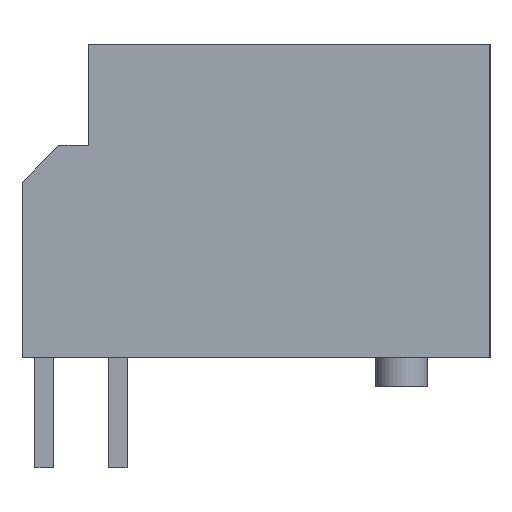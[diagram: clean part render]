
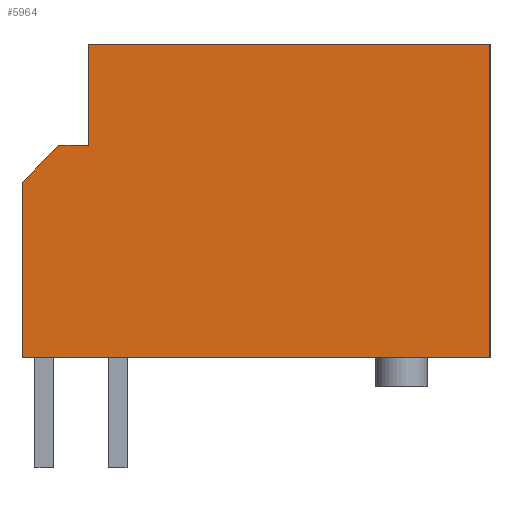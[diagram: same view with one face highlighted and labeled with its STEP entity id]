
A CAD part, left-side view. The second image highlights one B-rep face of the part: STEP entity #5964.
In plain terms, the highlighted planar face has unit normal (-1, 0, 0).
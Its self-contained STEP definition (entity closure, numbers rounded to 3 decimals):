
#255 = PLANE('',#256);
#256 = AXIS2_PLACEMENT_3D('',#257,#258,#259);
#257 = CARTESIAN_POINT('',(-2.,-12.1,0.));
#258 = DIRECTION('',(0.,0.,1.));
#259 = DIRECTION('',(0.,1.,0.));
#460 = VERTEX_POINT('',#461);
#461 = CARTESIAN_POINT('',(-2.,-12.1,0.));
#475 = PLANE('',#476);
#476 = AXIS2_PLACEMENT_3D('',#477,#478,#479);
#477 = CARTESIAN_POINT('',(-2.,-12.1,8.5));
#478 = DIRECTION('',(0.,1.,0.));
#479 = DIRECTION('',(0.,0.,-1.));
#487 = EDGE_CURVE('',#488,#460,#490,.T.);
#488 = VERTEX_POINT('',#489);
#489 = CARTESIAN_POINT('',(-2.,0.6,0.));
#490 = SURFACE_CURVE('',#491,(#495,#502),.PCURVE_S1.);
#491 = LINE('',#492,#493);
#492 = CARTESIAN_POINT('',(-2.,-12.1,0.));
#493 = VECTOR('',#494,1.);
#494 = DIRECTION('',(0.,-1.,0.));
#495 = PCURVE('',#255,#496);
#496 = DEFINITIONAL_REPRESENTATION('',(#497),#501);
#497 = LINE('',#498,#499);
#498 = CARTESIAN_POINT('',(0.,0.));
#499 = VECTOR('',#500,1.);
#500 = DIRECTION('',(-1.,0.));
#501 = ( GEOMETRIC_REPRESENTATION_CONTEXT(2) 
PARAMETRIC_REPRESENTATION_CONTEXT() REPRESENTATION_CONTEXT('2D SPACE',''
  ) );
#502 = PCURVE('',#503,#508);
#503 = PLANE('',#504);
#504 = AXIS2_PLACEMENT_3D('',#505,#506,#507);
#505 = CARTESIAN_POINT('',(-2.,0.6,8.5));
#506 = DIRECTION('',(-1.,0.,0.));
#507 = DIRECTION('',(0.,0.,-1.));
#508 = DEFINITIONAL_REPRESENTATION('',(#509),#513);
#509 = LINE('',#510,#511);
#510 = CARTESIAN_POINT('',(8.5,12.7));
#511 = VECTOR('',#512,1.);
#512 = DIRECTION('',(0.,1.));
#513 = ( GEOMETRIC_REPRESENTATION_CONTEXT(2) 
PARAMETRIC_REPRESENTATION_CONTEXT() REPRESENTATION_CONTEXT('2D SPACE',''
  ) );
#531 = PLANE('',#532);
#532 = AXIS2_PLACEMENT_3D('',#533,#534,#535);
#533 = CARTESIAN_POINT('',(-2.,0.6,4.75));
#534 = DIRECTION('',(0.,-1.,0.));
#535 = DIRECTION('',(0.,0.,1.));
#5186 = VERTEX_POINT('',#5187);
#5187 = CARTESIAN_POINT('',(-2.,-12.1,8.5));
#5201 = PLANE('',#5202);
#5202 = AXIS2_PLACEMENT_3D('',#5203,#5204,#5205);
#5203 = CARTESIAN_POINT('',(-2.,-12.1,8.5));
#5204 = DIRECTION('',(0.,0.,-1.));
#5205 = DIRECTION('',(0.,-1.,0.));
#5213 = EDGE_CURVE('',#460,#5186,#5214,.T.);
#5214 = SURFACE_CURVE('',#5215,(#5219,#5226),.PCURVE_S1.);
#5215 = LINE('',#5216,#5217);
#5216 = CARTESIAN_POINT('',(-2.,-12.1,8.5));
#5217 = VECTOR('',#5218,1.);
#5218 = DIRECTION('',(0.,0.,1.));
#5219 = PCURVE('',#475,#5220);
#5220 = DEFINITIONAL_REPRESENTATION('',(#5221),#5225);
#5221 = LINE('',#5222,#5223);
#5222 = CARTESIAN_POINT('',(0.,0.));
#5223 = VECTOR('',#5224,1.);
#5224 = DIRECTION('',(-1.,0.));
#5225 = ( GEOMETRIC_REPRESENTATION_CONTEXT(2) 
PARAMETRIC_REPRESENTATION_CONTEXT() REPRESENTATION_CONTEXT('2D SPACE',''
  ) );
#5226 = PCURVE('',#503,#5227);
#5227 = DEFINITIONAL_REPRESENTATION('',(#5228),#5232);
#5228 = LINE('',#5229,#5230);
#5229 = CARTESIAN_POINT('',(0.,12.7));
#5230 = VECTOR('',#5231,1.);
#5231 = DIRECTION('',(-1.,0.));
#5232 = ( GEOMETRIC_REPRESENTATION_CONTEXT(2) 
PARAMETRIC_REPRESENTATION_CONTEXT() REPRESENTATION_CONTEXT('2D SPACE',''
  ) );
#5605 = VERTEX_POINT('',#5606);
#5606 = CARTESIAN_POINT('',(-2.,0.6,4.75));
#5622 = PLANE('',#5623);
#5623 = AXIS2_PLACEMENT_3D('',#5624,#5625,#5626);
#5624 = CARTESIAN_POINT('',(-2.,0.6,4.75));
#5625 = DIRECTION('',(0.,-0.707,
    -0.707));
#5626 = DIRECTION('',(0.,-0.707,0.707
    ));
#5656 = EDGE_CURVE('',#5605,#488,#5657,.T.);
#5657 = SURFACE_CURVE('',#5658,(#5662,#5669),.PCURVE_S1.);
#5658 = LINE('',#5659,#5660);
#5659 = CARTESIAN_POINT('',(-2.,0.6,4.75));
#5660 = VECTOR('',#5661,1.);
#5661 = DIRECTION('',(0.,0.,-1.));
#5662 = PCURVE('',#531,#5663);
#5663 = DEFINITIONAL_REPRESENTATION('',(#5664),#5668);
#5664 = LINE('',#5665,#5666);
#5665 = CARTESIAN_POINT('',(0.,0.));
#5666 = VECTOR('',#5667,1.);
#5667 = DIRECTION('',(-1.,0.));
#5668 = ( GEOMETRIC_REPRESENTATION_CONTEXT(2) 
PARAMETRIC_REPRESENTATION_CONTEXT() REPRESENTATION_CONTEXT('2D SPACE',''
  ) );
#5669 = PCURVE('',#503,#5670);
#5670 = DEFINITIONAL_REPRESENTATION('',(#5671),#5675);
#5671 = LINE('',#5672,#5673);
#5672 = CARTESIAN_POINT('',(3.75,0.));
#5673 = VECTOR('',#5674,1.);
#5674 = DIRECTION('',(1.,0.));
#5675 = ( GEOMETRIC_REPRESENTATION_CONTEXT(2) 
PARAMETRIC_REPRESENTATION_CONTEXT() REPRESENTATION_CONTEXT('2D SPACE',''
  ) );
#5774 = PLANE('',#5775);
#5775 = AXIS2_PLACEMENT_3D('',#5776,#5777,#5778);
#5776 = CARTESIAN_POINT('',(-2.,-1.2,5.75));
#5777 = DIRECTION('',(0.,-1.,0.));
#5778 = DIRECTION('',(0.,0.,1.));
#5964 = ADVANCED_FACE('',(#5965),#503,.T.);
#5965 = FACE_BOUND('',#5966,.T.);
#5966 = EDGE_LOOP('',(#5967,#5990,#6013,#6041,#6062,#6063,#6064));
#5967 = ORIENTED_EDGE('',*,*,#5968,.T.);
#5968 = EDGE_CURVE('',#5186,#5969,#5971,.T.);
#5969 = VERTEX_POINT('',#5970);
#5970 = CARTESIAN_POINT('',(-2.,-1.2,8.5));
#5971 = SURFACE_CURVE('',#5972,(#5976,#5983),.PCURVE_S1.);
#5972 = LINE('',#5973,#5974);
#5973 = CARTESIAN_POINT('',(-2.,-12.1,8.5));
#5974 = VECTOR('',#5975,1.);
#5975 = DIRECTION('',(0.,1.,0.));
#5976 = PCURVE('',#503,#5977);
#5977 = DEFINITIONAL_REPRESENTATION('',(#5978),#5982);
#5978 = LINE('',#5979,#5980);
#5979 = CARTESIAN_POINT('',(0.,12.7));
#5980 = VECTOR('',#5981,1.);
#5981 = DIRECTION('',(0.,-1.));
#5982 = ( GEOMETRIC_REPRESENTATION_CONTEXT(2) 
PARAMETRIC_REPRESENTATION_CONTEXT() REPRESENTATION_CONTEXT('2D SPACE',''
  ) );
#5983 = PCURVE('',#5201,#5984);
#5984 = DEFINITIONAL_REPRESENTATION('',(#5985),#5989);
#5985 = LINE('',#5986,#5987);
#5986 = CARTESIAN_POINT('',(0.,0.));
#5987 = VECTOR('',#5988,1.);
#5988 = DIRECTION('',(-1.,0.));
#5989 = ( GEOMETRIC_REPRESENTATION_CONTEXT(2) 
PARAMETRIC_REPRESENTATION_CONTEXT() REPRESENTATION_CONTEXT('2D SPACE',''
  ) );
#5990 = ORIENTED_EDGE('',*,*,#5991,.T.);
#5991 = EDGE_CURVE('',#5969,#5992,#5994,.T.);
#5992 = VERTEX_POINT('',#5993);
#5993 = CARTESIAN_POINT('',(-2.,-1.2,5.75));
#5994 = SURFACE_CURVE('',#5995,(#5999,#6006),.PCURVE_S1.);
#5995 = LINE('',#5996,#5997);
#5996 = CARTESIAN_POINT('',(-2.,-1.2,5.75));
#5997 = VECTOR('',#5998,1.);
#5998 = DIRECTION('',(0.,0.,-1.));
#5999 = PCURVE('',#503,#6000);
#6000 = DEFINITIONAL_REPRESENTATION('',(#6001),#6005);
#6001 = LINE('',#6002,#6003);
#6002 = CARTESIAN_POINT('',(2.75,1.8));
#6003 = VECTOR('',#6004,1.);
#6004 = DIRECTION('',(1.,0.));
#6005 = ( GEOMETRIC_REPRESENTATION_CONTEXT(2) 
PARAMETRIC_REPRESENTATION_CONTEXT() REPRESENTATION_CONTEXT('2D SPACE',''
  ) );
#6006 = PCURVE('',#5774,#6007);
#6007 = DEFINITIONAL_REPRESENTATION('',(#6008),#6012);
#6008 = LINE('',#6009,#6010);
#6009 = CARTESIAN_POINT('',(0.,0.));
#6010 = VECTOR('',#6011,1.);
#6011 = DIRECTION('',(-1.,0.));
#6012 = ( GEOMETRIC_REPRESENTATION_CONTEXT(2) 
PARAMETRIC_REPRESENTATION_CONTEXT() REPRESENTATION_CONTEXT('2D SPACE',''
  ) );
#6013 = ORIENTED_EDGE('',*,*,#6014,.T.);
#6014 = EDGE_CURVE('',#5992,#6015,#6017,.T.);
#6015 = VERTEX_POINT('',#6016);
#6016 = CARTESIAN_POINT('',(-2.,-0.4,5.75));
#6017 = SURFACE_CURVE('',#6018,(#6022,#6029),.PCURVE_S1.);
#6018 = LINE('',#6019,#6020);
#6019 = CARTESIAN_POINT('',(-2.,-0.4,5.75));
#6020 = VECTOR('',#6021,1.);
#6021 = DIRECTION('',(0.,1.,0.));
#6022 = PCURVE('',#503,#6023);
#6023 = DEFINITIONAL_REPRESENTATION('',(#6024),#6028);
#6024 = LINE('',#6025,#6026);
#6025 = CARTESIAN_POINT('',(2.75,1.));
#6026 = VECTOR('',#6027,1.);
#6027 = DIRECTION('',(0.,-1.));
#6028 = ( GEOMETRIC_REPRESENTATION_CONTEXT(2) 
PARAMETRIC_REPRESENTATION_CONTEXT() REPRESENTATION_CONTEXT('2D SPACE',''
  ) );
#6029 = PCURVE('',#6030,#6035);
#6030 = PLANE('',#6031);
#6031 = AXIS2_PLACEMENT_3D('',#6032,#6033,#6034);
#6032 = CARTESIAN_POINT('',(-2.,-0.4,5.75));
#6033 = DIRECTION('',(0.,0.,-1.));
#6034 = DIRECTION('',(0.,-1.,0.));
#6035 = DEFINITIONAL_REPRESENTATION('',(#6036),#6040);
#6036 = LINE('',#6037,#6038);
#6037 = CARTESIAN_POINT('',(0.,0.));
#6038 = VECTOR('',#6039,1.);
#6039 = DIRECTION('',(-1.,0.));
#6040 = ( GEOMETRIC_REPRESENTATION_CONTEXT(2) 
PARAMETRIC_REPRESENTATION_CONTEXT() REPRESENTATION_CONTEXT('2D SPACE',''
  ) );
#6041 = ORIENTED_EDGE('',*,*,#6042,.T.);
#6042 = EDGE_CURVE('',#6015,#5605,#6043,.T.);
#6043 = SURFACE_CURVE('',#6044,(#6048,#6055),.PCURVE_S1.);
#6044 = LINE('',#6045,#6046);
#6045 = CARTESIAN_POINT('',(-2.,0.6,4.75));
#6046 = VECTOR('',#6047,1.);
#6047 = DIRECTION('',(0.,0.707,
    -0.707));
#6048 = PCURVE('',#503,#6049);
#6049 = DEFINITIONAL_REPRESENTATION('',(#6050),#6054);
#6050 = LINE('',#6051,#6052);
#6051 = CARTESIAN_POINT('',(3.75,0.));
#6052 = VECTOR('',#6053,1.);
#6053 = DIRECTION('',(0.707,-0.707));
#6054 = ( GEOMETRIC_REPRESENTATION_CONTEXT(2) 
PARAMETRIC_REPRESENTATION_CONTEXT() REPRESENTATION_CONTEXT('2D SPACE',''
  ) );
#6055 = PCURVE('',#5622,#6056);
#6056 = DEFINITIONAL_REPRESENTATION('',(#6057),#6061);
#6057 = LINE('',#6058,#6059);
#6058 = CARTESIAN_POINT('',(0.,0.));
#6059 = VECTOR('',#6060,1.);
#6060 = DIRECTION('',(-1.,0.));
#6061 = ( GEOMETRIC_REPRESENTATION_CONTEXT(2) 
PARAMETRIC_REPRESENTATION_CONTEXT() REPRESENTATION_CONTEXT('2D SPACE',''
  ) );
#6062 = ORIENTED_EDGE('',*,*,#5656,.T.);
#6063 = ORIENTED_EDGE('',*,*,#487,.T.);
#6064 = ORIENTED_EDGE('',*,*,#5213,.T.);
